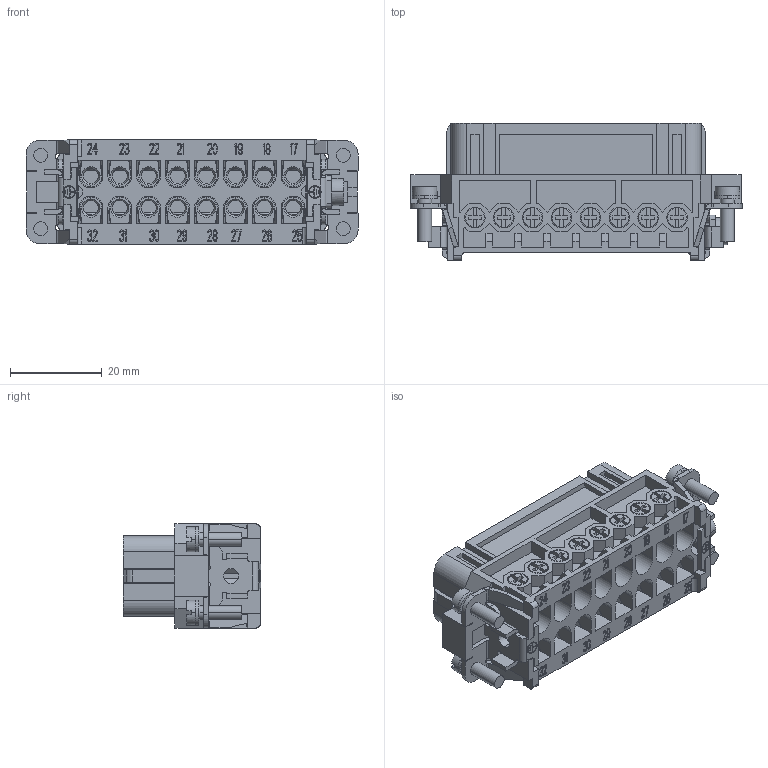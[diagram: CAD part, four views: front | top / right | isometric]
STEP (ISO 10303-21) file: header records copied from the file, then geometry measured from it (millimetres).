
FILE_DESCRIPTION((''),'2;1');
FILE_NAME('16PIN01','2017-06-28T',('tl.yang'),(''),'PRO/ENGINEER BY PARAMETRIC TECHNOLOGY CORPORATION, 2011500','PRO/ENGINEER BY PARAMETRIC TECHNOLOGY CORPORATION, 2011500','');
FILE_SCHEMA(('CONFIG_CONTROL_DESIGN'));
Products named in the file (1): 16PIN01
Bounding box: 72.4 x 30.04 x 22.7 mm (x, y, z)
Volume: 24713.2 mm3; surface area: 23457.3 mm2
Topology: 1 solids, 2 shells, 4312 faces, 12198 edges, 8042 vertices
Faces by surface type: plane 3335, cylinder 659, cone 128, torus 98, bspline 60, revolution 32
Entity records: 141358 total; most frequent: CARTESIAN_POINT 28870, ORIENTED_EDGE 24268, DIRECTION 22033, EDGE_CURVE 12134, VECTOR 9937, LINE 9937, VERTEX_POINT 8042, AXIS2_PLACEMENT_3D 6032
